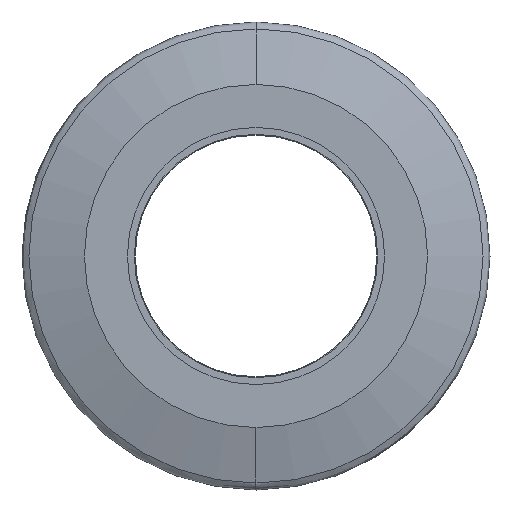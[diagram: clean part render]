
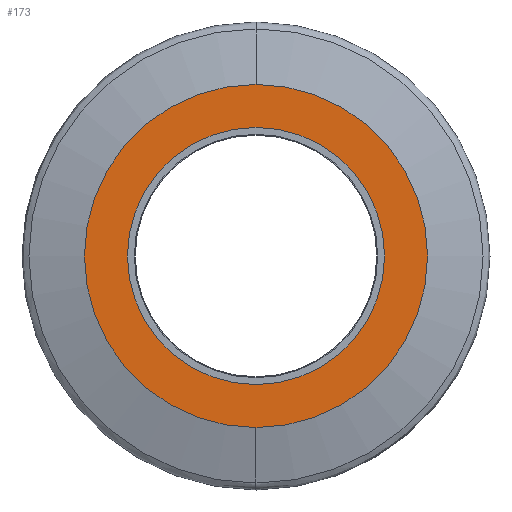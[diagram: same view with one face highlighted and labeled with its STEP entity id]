
A CAD part, left-side view. The second image highlights one B-rep face of the part: STEP entity #173.
In plain terms, the highlighted planar face has unit normal (-1, 0, 0).
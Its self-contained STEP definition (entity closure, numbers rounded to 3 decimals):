
#173=ADVANCED_FACE('',(#435,#436),#434,.F.);
#434=PLANE('',#750);
#435=FACE_OUTER_BOUND('',#751,.T.);
#436=FACE_BOUND('',#752,.T.);
#747=CARTESIAN_POINT('',(20.,57.158,-63.25));
#748=DIRECTION('',(1.,0.,0.));
#749=DIRECTION('',(0.,0.,1.));
#750=AXIS2_PLACEMENT_3D('',#747,#748,#749);
#751=EDGE_LOOP('',(#963,#964));
#752=EDGE_LOOP('',(#965,#966));
#963=ORIENTED_EDGE('',*,*,#1067,.T.);
#964=ORIENTED_EDGE('',*,*,#1068,.T.);
#965=ORIENTED_EDGE('',*,*,#1069,.F.);
#966=ORIENTED_EDGE('',*,*,#1070,.F.);
#1067=EDGE_CURVE('',#1437,#1438,#1439,.T.);
#1068=EDGE_CURVE('',#1438,#1437,#1445,.T.);
#1069=EDGE_CURVE('',#1451,#1452,#1453,.T.);
#1070=EDGE_CURVE('',#1452,#1451,#1459,.T.);
#1437=VERTEX_POINT('',#1793);
#1438=VERTEX_POINT('',#1794);
#1439=CIRCLE('',#1798,27.5);
#1445=CIRCLE('',#1802,27.5);
#1451=VERTEX_POINT('',#1803);
#1452=VERTEX_POINT('',#1804);
#1453=CIRCLE('',#1808,20.6);
#1459=CIRCLE('',#1812,20.6);
#1793=CARTESIAN_POINT('',(20.,0.,27.5));
#1794=CARTESIAN_POINT('',(20.,0.,-27.5));
#1795=CARTESIAN_POINT('',(20.,0.,0.));
#1796=DIRECTION('',(-1.,0.,0.));
#1797=DIRECTION('',(0.,0.,1.));
#1798=AXIS2_PLACEMENT_3D('',#1795,#1796,#1797);
#1799=CARTESIAN_POINT('',(20.,0.,0.));
#1800=DIRECTION('',(-1.,0.,0.));
#1801=DIRECTION('',(0.,0.,1.));
#1802=AXIS2_PLACEMENT_3D('',#1799,#1800,#1801);
#1803=CARTESIAN_POINT('',(20.,0.,-20.6));
#1804=CARTESIAN_POINT('',(20.,0.,20.6));
#1805=CARTESIAN_POINT('',(20.,0.,0.));
#1806=DIRECTION('',(-1.,0.,0.));
#1807=DIRECTION('',(0.,0.,1.));
#1808=AXIS2_PLACEMENT_3D('',#1805,#1806,#1807);
#1809=CARTESIAN_POINT('',(20.,0.,0.));
#1810=DIRECTION('',(-1.,0.,0.));
#1811=DIRECTION('',(0.,0.,1.));
#1812=AXIS2_PLACEMENT_3D('',#1809,#1810,#1811);
